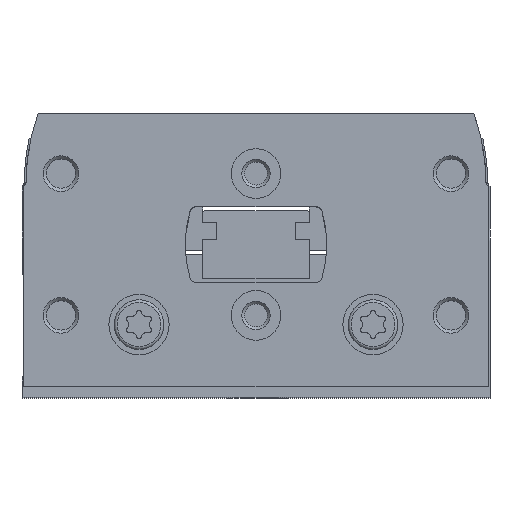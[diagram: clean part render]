
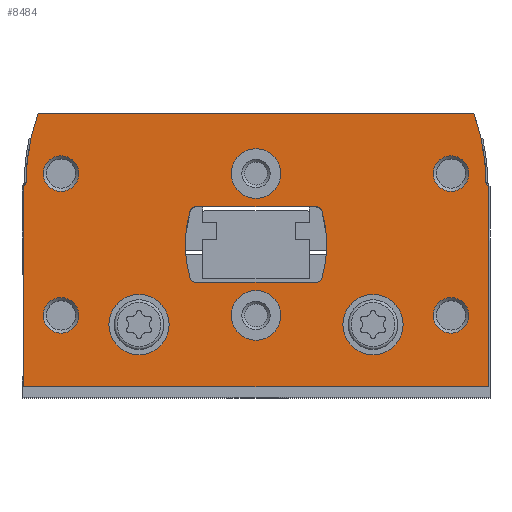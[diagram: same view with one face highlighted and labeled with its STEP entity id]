
A CAD part, top view. The second image highlights one B-rep face of the part: STEP entity #8484.
In plain terms, the highlighted planar face has unit normal (0, 0, 1).
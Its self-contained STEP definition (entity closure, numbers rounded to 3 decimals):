
#410=LINE('',#13107,#904);
#415=LINE('',#13117,#909);
#433=LINE('',#13163,#927);
#439=LINE('',#13175,#933);
#453=LINE('',#13246,#947);
#455=LINE('',#13249,#949);
#456=LINE('',#13275,#950);
#457=LINE('',#13295,#951);
#904=VECTOR('',#10747,1000.);
#909=VECTOR('',#10754,1000.);
#927=VECTOR('',#10790,1000.);
#933=VECTOR('',#10800,1000.);
#947=VECTOR('',#10854,1000.);
#949=VECTOR('',#10858,1000.);
#950=VECTOR('',#10885,1000.);
#951=VECTOR('',#10906,1000.);
#1208=PLANE('',#9187);
#2304=ORIENTED_EDGE('',*,*,#3826,.F.);
#2305=ORIENTED_EDGE('',*,*,#3827,.F.);
#2306=ORIENTED_EDGE('',*,*,#3828,.T.);
#2307=ORIENTED_EDGE('',*,*,#3829,.T.);
#2308=ORIENTED_EDGE('',*,*,#3830,.T.);
#2309=ORIENTED_EDGE('',*,*,#3831,.T.);
#2310=ORIENTED_EDGE('',*,*,#3832,.T.);
#2311=ORIENTED_EDGE('',*,*,#3833,.T.);
#2312=ORIENTED_EDGE('',*,*,#3792,.F.);
#2313=ORIENTED_EDGE('',*,*,#3810,.F.);
#2314=ORIENTED_EDGE('',*,*,#3804,.F.);
#2315=ORIENTED_EDGE('',*,*,#3801,.F.);
#2316=ORIENTED_EDGE('',*,*,#3834,.F.);
#2317=ORIENTED_EDGE('',*,*,#3835,.F.);
#2318=ORIENTED_EDGE('',*,*,#3836,.F.);
#2319=ORIENTED_EDGE('',*,*,#3795,.F.);
#2320=ORIENTED_EDGE('',*,*,#3779,.T.);
#2321=ORIENTED_EDGE('',*,*,#3773,.T.);
#2322=ORIENTED_EDGE('',*,*,#3812,.T.);
#2323=ORIENTED_EDGE('',*,*,#3744,.T.);
#2324=ORIENTED_EDGE('',*,*,#3749,.T.);
#2325=ORIENTED_EDGE('',*,*,#3753,.T.);
#2326=ORIENTED_EDGE('',*,*,#3825,.T.);
#2327=ORIENTED_EDGE('',*,*,#3785,.T.);
#3744=EDGE_CURVE('',#4599,#4598,#410,.T.);
#3749=EDGE_CURVE('',#4598,#4602,#415,.T.);
#3753=EDGE_CURVE('',#4602,#4604,#5117,.T.);
#3773=EDGE_CURVE('',#4619,#4621,#433,.T.);
#3779=EDGE_CURVE('',#4625,#4619,#439,.T.);
#3785=EDGE_CURVE('',#4630,#4625,#5123,.T.);
#3792=EDGE_CURVE('',#4634,#4635,#5126,.T.);
#3795=EDGE_CURVE('',#4635,#4636,#5127,.T.);
#3801=EDGE_CURVE('',#4640,#4641,#5130,.T.);
#3804=EDGE_CURVE('',#4641,#4643,#5131,.T.);
#3810=EDGE_CURVE('',#4643,#4634,#453,.T.);
#3812=EDGE_CURVE('',#4621,#4599,#455,.T.);
#3825=EDGE_CURVE('',#4604,#4630,#456,.T.);
#3826=EDGE_CURVE('',#4659,#4659,#5147,.T.);
#3827=EDGE_CURVE('',#4660,#4660,#5148,.T.);
#3828=EDGE_CURVE('',#4661,#4661,#5149,.T.);
#3829=EDGE_CURVE('',#4662,#4662,#5150,.T.);
#3830=EDGE_CURVE('',#4663,#4663,#5151,.T.);
#3831=EDGE_CURVE('',#4664,#4664,#5152,.T.);
#3832=EDGE_CURVE('',#4665,#4665,#5153,.T.);
#3833=EDGE_CURVE('',#4666,#4666,#5154,.T.);
#3834=EDGE_CURVE('',#4667,#4640,#5155,.T.);
#3835=EDGE_CURVE('',#4668,#4667,#457,.T.);
#3836=EDGE_CURVE('',#4636,#4668,#5156,.T.);
#4598=VERTEX_POINT('',#13106);
#4599=VERTEX_POINT('',#13108);
#4602=VERTEX_POINT('',#13116);
#4604=VERTEX_POINT('',#13123);
#4619=VERTEX_POINT('',#13157);
#4621=VERTEX_POINT('',#13162);
#4625=VERTEX_POINT('',#13173);
#4630=VERTEX_POINT('',#13188);
#4634=VERTEX_POINT('',#13202);
#4635=VERTEX_POINT('',#13204);
#4636=VERTEX_POINT('',#13212);
#4640=VERTEX_POINT('',#13225);
#4641=VERTEX_POINT('',#13227);
#4643=VERTEX_POINT('',#13236);
#4659=VERTEX_POINT('',#13278);
#4660=VERTEX_POINT('',#13280);
#4661=VERTEX_POINT('',#13282);
#4662=VERTEX_POINT('',#13284);
#4663=VERTEX_POINT('',#13286);
#4664=VERTEX_POINT('',#13288);
#4665=VERTEX_POINT('',#13290);
#4666=VERTEX_POINT('',#13292);
#4667=VERTEX_POINT('',#13294);
#4668=VERTEX_POINT('',#13296);
#5117=CIRCLE('',#9144,30.);
#5123=CIRCLE('',#9156,30.);
#5126=CIRCLE('',#9160,1.);
#5127=CIRCLE('',#9162,16.);
#5130=CIRCLE('',#9166,16.);
#5131=CIRCLE('',#9168,1.);
#5147=CIRCLE('',#9188,4.25);
#5148=CIRCLE('',#9189,4.25);
#5149=CIRCLE('',#9190,3.5);
#5150=CIRCLE('',#9191,3.5);
#5151=CIRCLE('',#9192,2.5);
#5152=CIRCLE('',#9193,2.5);
#5153=CIRCLE('',#9194,2.5);
#5154=CIRCLE('',#9195,2.5);
#5155=CIRCLE('',#9196,1.);
#5156=CIRCLE('',#9197,1.);
#5676=EDGE_LOOP('',(#2304));
#5677=EDGE_LOOP('',(#2305));
#5678=EDGE_LOOP('',(#2306));
#5679=EDGE_LOOP('',(#2307));
#5680=EDGE_LOOP('',(#2308));
#5681=EDGE_LOOP('',(#2309));
#5682=EDGE_LOOP('',(#2310));
#5683=EDGE_LOOP('',(#2311));
#5684=EDGE_LOOP('',(#2312,#2313,#2314,#2315,#2316,#2317,#2318,#2319));
#5685=EDGE_LOOP('',(#2320,#2321,#2322,#2323,#2324,#2325,#2326,#2327));
#6330=FACE_BOUND('',#5676,.T.);
#6331=FACE_BOUND('',#5677,.T.);
#6332=FACE_BOUND('',#5678,.T.);
#6333=FACE_BOUND('',#5679,.T.);
#6334=FACE_BOUND('',#5680,.T.);
#6335=FACE_BOUND('',#5681,.T.);
#6336=FACE_BOUND('',#5682,.T.);
#6337=FACE_BOUND('',#5683,.T.);
#6338=FACE_BOUND('',#5684,.T.);
#6339=FACE_BOUND('',#5685,.T.);
#8484=ADVANCED_FACE('',(#6330,#6331,#6332,#6333,#6334,#6335,#6336,#6337,
#6338,#6339),#1208,.T.);
#9144=AXIS2_PLACEMENT_3D('',#13124,#10761,#10762);
#9156=AXIS2_PLACEMENT_3D('',#13187,#10811,#10812);
#9160=AXIS2_PLACEMENT_3D('',#13203,#10822,#10823);
#9162=AXIS2_PLACEMENT_3D('',#13211,#10827,#10828);
#9166=AXIS2_PLACEMENT_3D('',#13226,#10837,#10838);
#9168=AXIS2_PLACEMENT_3D('',#13235,#10842,#10843);
#9187=AXIS2_PLACEMENT_3D('',#13276,#10886,#10887);
#9188=AXIS2_PLACEMENT_3D('',#13277,#10888,#10889);
#9189=AXIS2_PLACEMENT_3D('',#13279,#10890,#10891);
#9190=AXIS2_PLACEMENT_3D('',#13281,#10892,#10893);
#9191=AXIS2_PLACEMENT_3D('',#13283,#10894,#10895);
#9192=AXIS2_PLACEMENT_3D('',#13285,#10896,#10897);
#9193=AXIS2_PLACEMENT_3D('',#13287,#10898,#10899);
#9194=AXIS2_PLACEMENT_3D('',#13289,#10900,#10901);
#9195=AXIS2_PLACEMENT_3D('',#13291,#10902,#10903);
#9196=AXIS2_PLACEMENT_3D('',#13293,#10904,#10905);
#9197=AXIS2_PLACEMENT_3D('',#13297,#10907,#10908);
#10747=DIRECTION('',(0.,1.,0.));
#10754=DIRECTION('',(-0.866,0.5,0.));
#10761=DIRECTION('',(0.,0.,1.));
#10762=DIRECTION('',(1.,0.,0.));
#10790=DIRECTION('',(0.,-1.,0.));
#10800=DIRECTION('',(-0.866,-0.5,0.));
#10811=DIRECTION('',(0.,0.,1.));
#10812=DIRECTION('',(1.,0.,0.));
#10822=DIRECTION('',(0.,0.,1.));
#10823=DIRECTION('',(1.,0.,0.));
#10827=DIRECTION('',(0.,0.,1.));
#10828=DIRECTION('',(1.,0.,0.));
#10837=DIRECTION('',(0.,0.,1.));
#10838=DIRECTION('',(1.,0.,0.));
#10842=DIRECTION('',(0.,0.,1.));
#10843=DIRECTION('',(1.,0.,0.));
#10854=DIRECTION('',(-1.,0.,0.));
#10858=DIRECTION('',(1.,0.,0.));
#10885=DIRECTION('',(-1.,0.,0.));
#10886=DIRECTION('',(0.,0.,1.));
#10887=DIRECTION('',(1.,0.,0.));
#10888=DIRECTION('',(0.,0.,1.));
#10889=DIRECTION('',(1.,0.,0.));
#10890=DIRECTION('',(0.,0.,1.));
#10891=DIRECTION('',(1.,0.,0.));
#10892=DIRECTION('',(0.,0.,-1.));
#10893=DIRECTION('',(-1.,0.,0.));
#10894=DIRECTION('',(0.,0.,-1.));
#10895=DIRECTION('',(-1.,0.,0.));
#10896=DIRECTION('',(0.,0.,-1.));
#10897=DIRECTION('',(-1.,0.,0.));
#10898=DIRECTION('',(0.,0.,-1.));
#10899=DIRECTION('',(-1.,0.,0.));
#10900=DIRECTION('',(0.,0.,-1.));
#10901=DIRECTION('',(-1.,0.,0.));
#10902=DIRECTION('',(0.,0.,-1.));
#10903=DIRECTION('',(-1.,0.,0.));
#10904=DIRECTION('',(0.,0.,1.));
#10905=DIRECTION('',(1.,0.,0.));
#10906=DIRECTION('',(1.,0.,0.));
#10907=DIRECTION('',(0.,0.,1.));
#10908=DIRECTION('',(1.,0.,0.));
#13106=CARTESIAN_POINT('',(32.75,28.327,0.));
#13107=CARTESIAN_POINT('',(32.75,0.,0.));
#13108=CARTESIAN_POINT('',(32.75,0.,0.));
#13116=CARTESIAN_POINT('',(32.45,28.5,0.));
#13117=CARTESIAN_POINT('',(32.75,28.327,0.));
#13123=CARTESIAN_POINT('',(30.734,38.5,0.));
#13124=CARTESIAN_POINT('',(2.45,28.5,0.));
#13157=CARTESIAN_POINT('',(-32.75,28.327,0.));
#13162=CARTESIAN_POINT('',(-32.75,0.,0.));
#13163=CARTESIAN_POINT('',(-32.75,28.327,0.));
#13173=CARTESIAN_POINT('',(-32.45,28.5,0.));
#13175=CARTESIAN_POINT('',(-32.45,28.5,0.));
#13187=CARTESIAN_POINT('',(-2.45,28.5,0.));
#13188=CARTESIAN_POINT('',(-30.734,38.5,0.));
#13202=CARTESIAN_POINT('',(-8.355,25.4,0.));
#13203=CARTESIAN_POINT('',(-8.355,24.4,0.));
#13204=CARTESIAN_POINT('',(-9.312,24.69,0.));
#13211=CARTESIAN_POINT('',(6.,20.05,0.));
#13212=CARTESIAN_POINT('',(-9.312,15.41,0.));
#13225=CARTESIAN_POINT('',(9.312,15.41,0.));
#13226=CARTESIAN_POINT('',(-6.,20.05,0.));
#13227=CARTESIAN_POINT('',(9.312,24.69,0.));
#13235=CARTESIAN_POINT('',(8.355,24.4,0.));
#13236=CARTESIAN_POINT('',(8.355,25.4,0.));
#13246=CARTESIAN_POINT('',(8.355,25.4,0.));
#13249=CARTESIAN_POINT('',(-32.75,0.,0.));
#13275=CARTESIAN_POINT('',(30.734,38.5,0.));
#13276=CARTESIAN_POINT('',(2.45,28.5,0.));
#13277=CARTESIAN_POINT('',(-16.5,8.75,0.));
#13278=CARTESIAN_POINT('',(-12.25,8.75,0.));
#13279=CARTESIAN_POINT('',(16.5,8.75,0.));
#13280=CARTESIAN_POINT('',(20.75,8.75,0.));
#13281=CARTESIAN_POINT('',(0.,10.05,0.));
#13282=CARTESIAN_POINT('',(-3.5,10.05,0.));
#13283=CARTESIAN_POINT('',(0.,30.05,0.));
#13284=CARTESIAN_POINT('',(-3.5,30.05,0.));
#13285=CARTESIAN_POINT('',(27.5,10.05,0.));
#13286=CARTESIAN_POINT('',(25.,10.05,0.));
#13287=CARTESIAN_POINT('',(-27.5,10.05,0.));
#13288=CARTESIAN_POINT('',(-30.,10.05,0.));
#13289=CARTESIAN_POINT('',(-27.5,30.05,0.));
#13290=CARTESIAN_POINT('',(-30.,30.05,0.));
#13291=CARTESIAN_POINT('',(27.5,30.05,0.));
#13292=CARTESIAN_POINT('',(25.,30.05,0.));
#13293=CARTESIAN_POINT('',(8.355,15.7,0.));
#13294=CARTESIAN_POINT('',(8.355,14.7,0.));
#13295=CARTESIAN_POINT('',(-8.355,14.7,0.));
#13296=CARTESIAN_POINT('',(-8.355,14.7,0.));
#13297=CARTESIAN_POINT('',(-8.355,15.7,0.));
